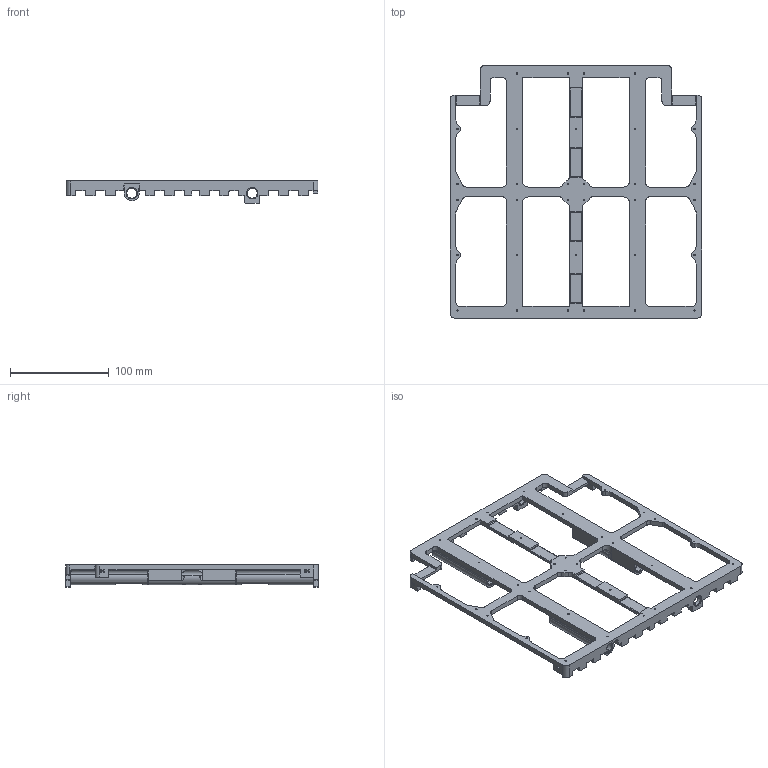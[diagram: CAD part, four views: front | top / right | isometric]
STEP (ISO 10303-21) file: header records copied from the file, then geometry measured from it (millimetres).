
FILE_DESCRIPTION (( 'STEP AP214' ), '1' );
FILE_NAME ('double-sided brace.STEP', '2025-03-05T20:11:32', ( '' ), ( '' ), 'SwSTEP 2.0', 'SolidWorks 2024', '' );
FILE_SCHEMA (( 'AUTOMOTIVE_DESIGN' ));
Length unit declared in the file: millimetre
Products named in the file (1): double-sided brace
Bounding box: 255 x 255.6 x 22.45 mm (x, y, z)
Volume: 149020.1 mm3; surface area: 84214.3 mm2
Topology: 1 solids, 1 shells, 595 faces, 1805 edges, 1176 vertices
Faces by surface type: cylinder 332, plane 210, torus 46, bspline 5, sphere 2
Entity records: 21768 total; most frequent: CARTESIAN_POINT 5072, ORIENTED_EDGE 3606, DIRECTION 3514, EDGE_CURVE 1803, AXIS2_PLACEMENT_3D 1266, VERTEX_POINT 1176, LINE 982, VECTOR 982
